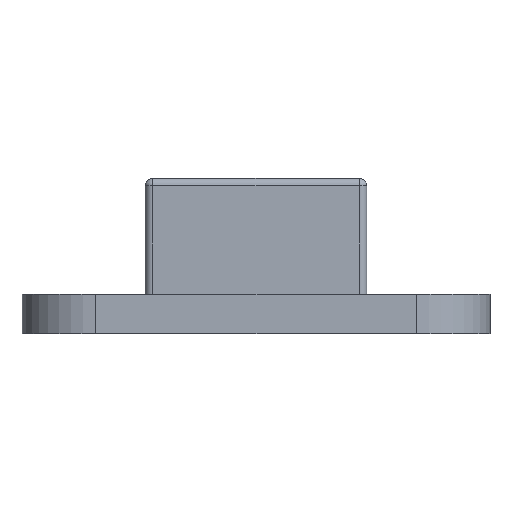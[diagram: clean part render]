
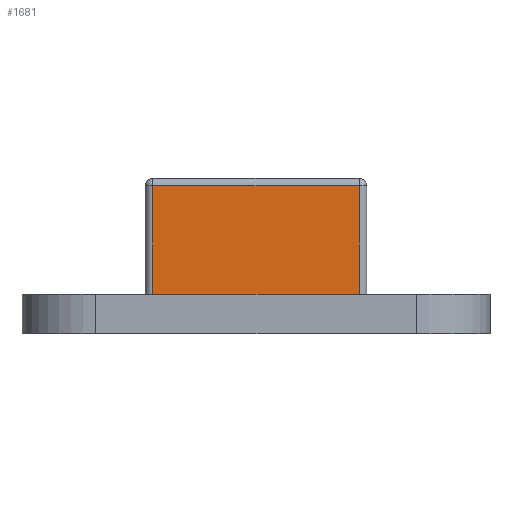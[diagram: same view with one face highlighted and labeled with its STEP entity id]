
A CAD part, left-side view. The second image highlights one B-rep face of the part: STEP entity #1681.
In plain terms, the highlighted planar face has unit normal (-1, 0, 0).
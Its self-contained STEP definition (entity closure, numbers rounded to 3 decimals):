
#238=CARTESIAN_POINT('',(-8.885,-3.485,0.001));
#239=VERTEX_POINT('',#238);
#247=CARTESIAN_POINT('',(-8.885,4.915,0.001));
#248=VERTEX_POINT('',#247);
#249=CARTESIAN_POINT('',(-8.885,-3.485,0.001));
#250=DIRECTION('',(0.,1.,0.));
#251=VECTOR('',#250,8.4);
#252=LINE('',#249,#251);
#253=EDGE_CURVE('',#239,#248,#252,.T.);
#1651=CARTESIAN_POINT('',(-8.885,0.715,4.701));
#1652=DIRECTION('',(-1.,0.,0.));
#1653=DIRECTION('',(-0.,0.,-1.));
#1654=AXIS2_PLACEMENT_3D('',#1651,#1652,#1653);
#1655=PLANE('',#1654);
#1656=CARTESIAN_POINT('',(-8.885,-3.485,4.401));
#1657=VERTEX_POINT('',#1656);
#1658=CARTESIAN_POINT('',(-8.885,-3.485,0.001));
#1659=DIRECTION('',(0.,-0.,1.));
#1660=VECTOR('',#1659,4.4);
#1661=LINE('',#1658,#1660);
#1662=EDGE_CURVE('',#239,#1657,#1661,.T.);
#1663=ORIENTED_EDGE('',*,*,#1662,.T.);
#1664=CARTESIAN_POINT('',(-8.885,4.915,4.401));
#1665=VERTEX_POINT('',#1664);
#1666=CARTESIAN_POINT('',(-8.885,-3.485,4.401));
#1667=DIRECTION('',(0.,1.,0.));
#1668=VECTOR('',#1667,8.4);
#1669=LINE('',#1666,#1668);
#1670=EDGE_CURVE('',#1657,#1665,#1669,.T.);
#1671=ORIENTED_EDGE('',*,*,#1670,.T.);
#1672=CARTESIAN_POINT('',(-8.885,4.915,4.401));
#1673=DIRECTION('',(-0.,0.,-1.));
#1674=VECTOR('',#1673,4.4);
#1675=LINE('',#1672,#1674);
#1676=EDGE_CURVE('',#1665,#248,#1675,.T.);
#1677=ORIENTED_EDGE('',*,*,#1676,.T.);
#1678=ORIENTED_EDGE('',*,*,#253,.F.);
#1679=EDGE_LOOP('',(#1663,#1671,#1677,#1678));
#1680=FACE_BOUND('',#1679,.T.);
#1681=ADVANCED_FACE('',(#1680),#1655,.T.);
